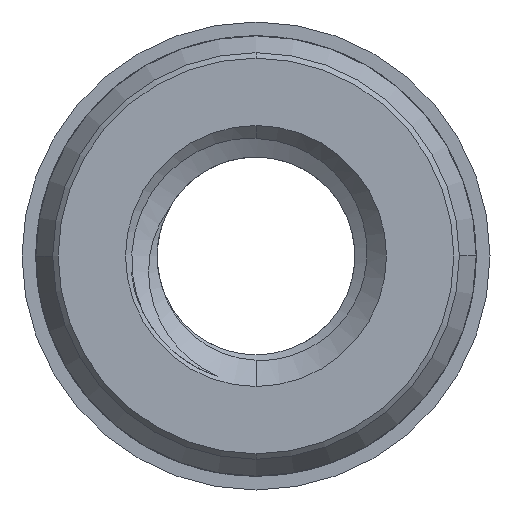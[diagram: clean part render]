
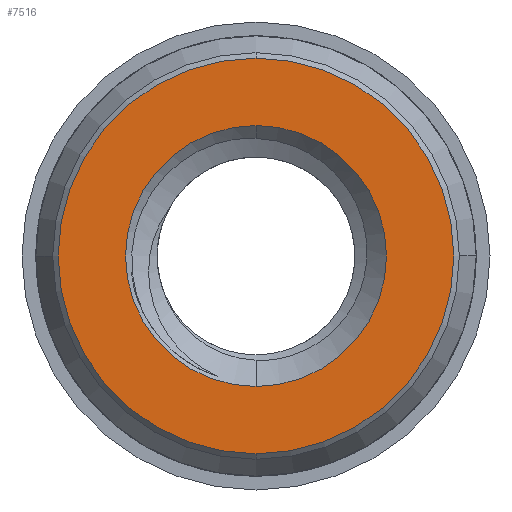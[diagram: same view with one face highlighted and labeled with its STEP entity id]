
A CAD part, front view. The second image highlights one B-rep face of the part: STEP entity #7516.
In plain terms, the highlighted planar face has unit normal (0, -1, 0).
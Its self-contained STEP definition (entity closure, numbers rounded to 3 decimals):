
#924 = DIRECTION ( 'NONE',  ( 0., 1., 0. ) ) ;
#1349 = AXIS2_PLACEMENT_3D ( 'NONE', #6907, #924, #3921 ) ;
#1994 = PLANE ( 'NONE',  #1349 ) ;
#2297 = AXIS2_PLACEMENT_3D ( 'NONE', #9244, #9322, #11276 ) ;
#2316 = VERTEX_POINT ( 'NONE', #5773 ) ;
#2744 = EDGE_CURVE ( 'NONE', #2316, #7872, #6144, .T. ) ;
#3877 = EDGE_CURVE ( 'NONE', #5154, #7307, #9200, .T. ) ;
#3921 = DIRECTION ( 'NONE',  ( 0., 0., 1. ) ) ;
#4131 = CARTESIAN_POINT ( 'NONE',  ( 0., -6.4, 1.55 ) ) ;
#4754 = DIRECTION ( 'NONE',  ( 0., 1., 0. ) ) ;
#4947 = DIRECTION ( 'NONE',  ( 0., 0., 1. ) ) ;
#5154 = VERTEX_POINT ( 'NONE', #4131 ) ;
#5773 = CARTESIAN_POINT ( 'NONE',  ( 0., -6.4, 2.35 ) ) ;
#5821 = EDGE_CURVE ( 'NONE', #7872, #2316, #12206, .T. ) ;
#5889 = DIRECTION ( 'NONE',  ( 0., 1., 0. ) ) ;
#6144 = CIRCLE ( 'NONE', #10396, 2.35 ) ;
#6313 = ORIENTED_EDGE ( 'NONE', *, *, #5821, .F. ) ;
#6647 = FACE_OUTER_BOUND ( 'NONE', #12041, .T. ) ;
#6907 = CARTESIAN_POINT ( 'NONE',  ( 0., -6.4, 0. ) ) ;
#7060 = DIRECTION ( 'NONE',  ( 0., 1., 0. ) ) ;
#7307 = VERTEX_POINT ( 'NONE', #8131 ) ;
#7516 = ADVANCED_FACE ( 'NONE', ( #12020, #6647 ), #1994, .F. ) ;
#7872 = VERTEX_POINT ( 'NONE', #11573 ) ;
#7989 = CARTESIAN_POINT ( 'NONE',  ( 0., -6.4, 0. ) ) ;
#8118 = CIRCLE ( 'NONE', #2297, 1.55 ) ;
#8131 = CARTESIAN_POINT ( 'NONE',  ( 0., -6.4, -1.55 ) ) ;
#8233 = ORIENTED_EDGE ( 'NONE', *, *, #3877, .T. ) ;
#8900 = AXIS2_PLACEMENT_3D ( 'NONE', #7989, #5889, #4947 ) ;
#9200 = CIRCLE ( 'NONE', #9562, 1.55 ) ;
#9244 = CARTESIAN_POINT ( 'NONE',  ( 0., -6.4, 0. ) ) ;
#9322 = DIRECTION ( 'NONE',  ( 0., 1., 0. ) ) ;
#9562 = AXIS2_PLACEMENT_3D ( 'NONE', #10615, #4754, #9800 ) ;
#9800 = DIRECTION ( 'NONE',  ( 0., 0., 1. ) ) ;
#9884 = ORIENTED_EDGE ( 'NONE', *, *, #2744, .F. ) ;
#10019 = CARTESIAN_POINT ( 'NONE',  ( 0., -6.4, 0. ) ) ;
#10178 = ORIENTED_EDGE ( 'NONE', *, *, #11310, .T. ) ;
#10396 = AXIS2_PLACEMENT_3D ( 'NONE', #10019, #7060, #10993 ) ;
#10615 = CARTESIAN_POINT ( 'NONE',  ( 0., -6.4, 0. ) ) ;
#10993 = DIRECTION ( 'NONE',  ( 0., 0., 1. ) ) ;
#11062 = EDGE_LOOP ( 'NONE', ( #10178, #8233 ) ) ;
#11276 = DIRECTION ( 'NONE',  ( 0., 0., 1. ) ) ;
#11310 = EDGE_CURVE ( 'NONE', #7307, #5154, #8118, .T. ) ;
#11573 = CARTESIAN_POINT ( 'NONE',  ( 0., -6.4, -2.35 ) ) ;
#12020 = FACE_BOUND ( 'NONE', #11062, .T. ) ;
#12041 = EDGE_LOOP ( 'NONE', ( #6313, #9884 ) ) ;
#12206 = CIRCLE ( 'NONE', #8900, 2.35 ) ;
